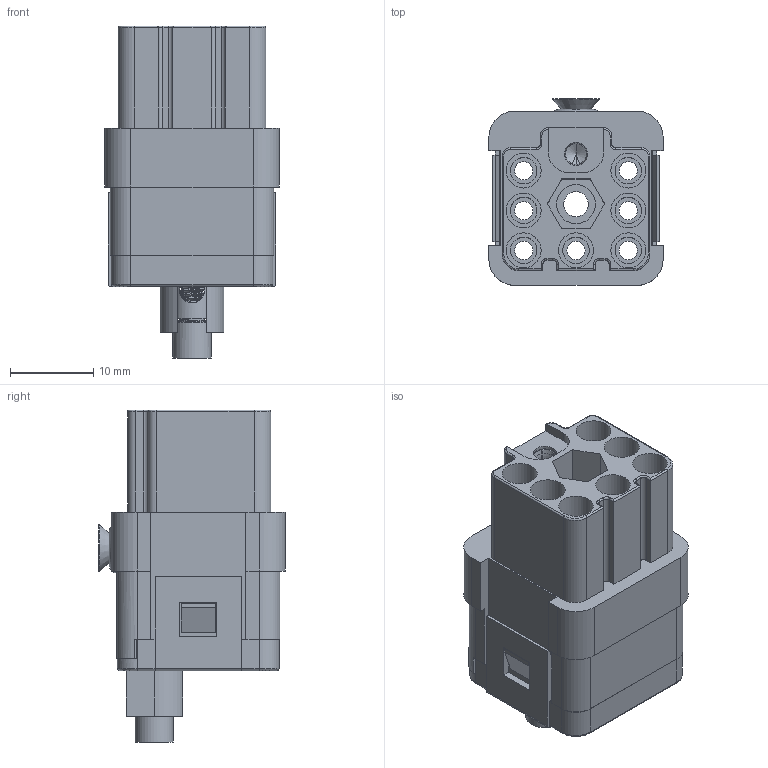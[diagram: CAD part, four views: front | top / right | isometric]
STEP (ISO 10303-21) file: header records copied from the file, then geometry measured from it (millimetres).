
FILE_DESCRIPTION(/* description */ (''),/* implementation_level */ '2;1');
FILE_NAME(/* name */ 'HQ-007&0-FC.stp',/* time_stamp */ '2023-04-06T17:10:12+08:00',/* author */ (''),/* organization */ (''),/* preprocessor_version */ 'ST-DEVELOPER v16',/* originating_system */ 'SIEMENS PLM Software NX 10.0',/* authorisation */ '');
FILE_SCHEMA (('AUTOMOTIVE_DESIGN { 1 0 10303 214 3 1 1 1 }'));
Length unit declared in the file: millimetre
Products named in the file (1): Admi25B08741o6ri
Bounding box: 21 x 22.5 x 40 mm (x, y, z)
Volume: 7374.5 mm3; surface area: 8899.1 mm2
Topology: 1 solids, 10 shells, 546 faces, 1497 edges, 978 vertices
Faces by surface type: plane 272, cylinder 167, cone 44, torus 35, bspline 23, sphere 5
Full cylindrical faces by diameter (mm): 1.4 x2, 1.6 x2, 1.7 x2, 2 x2, 2.2 x11, 2.6 x3, 2.8 x1, 3 x2, 3.2 x8, 3.7 x7, 4.2 x14, 4.3 x7, 4.6 x2, 4.7 x1, 5.3 x1, 5.7 x1
Entity records: 20102 total; most frequent: CARTESIAN_POINT 6797, ORIENTED_EDGE 2712, DIRECTION 2705, EDGE_CURVE 1356, AXIS2_PLACEMENT_3D 1031, VERTEX_POINT 934, EDGE_LOOP 718, LINE 643
